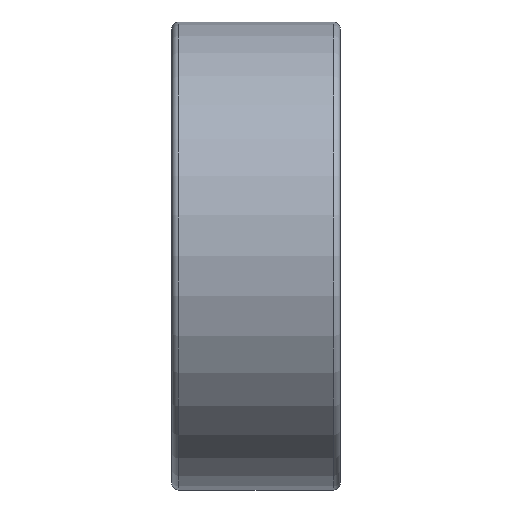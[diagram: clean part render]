
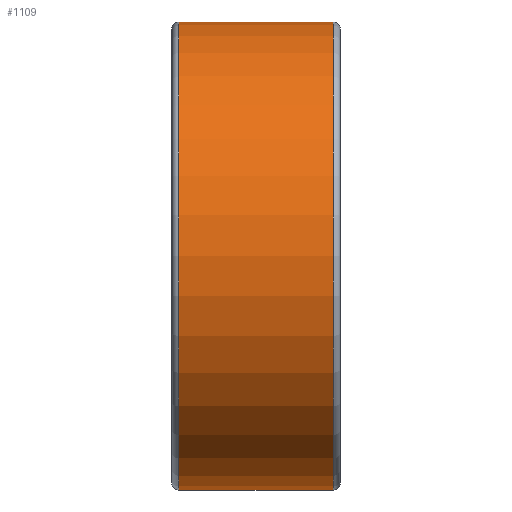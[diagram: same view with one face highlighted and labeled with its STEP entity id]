
A CAD part, top view. The second image highlights one B-rep face of the part: STEP entity #1109.
In plain terms, the highlighted cylindrical face has radius 50 mm (diameter 100 mm), a partial arc.
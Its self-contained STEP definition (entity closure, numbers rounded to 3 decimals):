
#1109=ADVANCED_FACE('',(#2453),#2454,.T.);
#2453=FACE_OUTER_BOUND('',#4029,.T.);
#2454=CYLINDRICAL_SURFACE('',#4030,50.0);
#4029=EDGE_LOOP('',(#7513,#7514,#7515,#7516));
#4030=AXIS2_PLACEMENT_3D('',#7517,#7518,#7519);
#7513=ORIENTED_EDGE('',*,*,#9899,.T.);
#7514=ORIENTED_EDGE('',*,*,#10763,.F.);
#7515=ORIENTED_EDGE('',*,*,#9901,.T.);
#7516=ORIENTED_EDGE('',*,*,#10761,.T.);
#7517=CARTESIAN_POINT('',(0.0,0.0,0.0));
#7518=DIRECTION('',(1.0,0.0,0.0));
#7519=DIRECTION('',(0.0,1.0,0.));
#9899=EDGE_CURVE('',#12086,#12077,#12087,.T.);
#9901=EDGE_CURVE('',#12080,#12088,#12090,.T.);
#10761=EDGE_CURVE('',#12088,#12086,#13324,.T.);
#10763=EDGE_CURVE('',#12080,#12077,#13326,.T.);
#12077=VERTEX_POINT('',#18443);
#12080=VERTEX_POINT('',#18446);
#12086=VERTEX_POINT('',#18452);
#12087=LINE('',#18453,#18454);
#12088=VERTEX_POINT('',#18455);
#12090=LINE('',#18457,#18458);
#13324=CIRCLE('',#20979,50.0);
#13326=CIRCLE('',#20981,50.0);
#18443=CARTESIAN_POINT('',(-16.5,50.0,0.));
#18446=CARTESIAN_POINT('',(-16.5,-50.0,0.));
#18452=CARTESIAN_POINT('',(16.5,50.0,0.));
#18453=CARTESIAN_POINT('',(0.0,50.0,0.));
#18454=VECTOR('',#23300,1.0);
#18455=CARTESIAN_POINT('',(16.5,-50.0,0.));
#18457=CARTESIAN_POINT('',(0.0,-50.0,0.));
#18458=VECTOR('',#23304,1.0);
#20979=AXIS2_PLACEMENT_3D('',#24064,#24065,#24066);
#20981=AXIS2_PLACEMENT_3D('',#24067,#24068,#24069);
#23300=DIRECTION('',(-1.0,0.0,0.0));
#23304=DIRECTION('',(1.0,0.0,0.0));
#24064=CARTESIAN_POINT('',(16.5,0.0,0.0));
#24065=DIRECTION('',(-1.0,0.0,0.0));
#24066=DIRECTION('',(0.0,1.0,0.));
#24067=CARTESIAN_POINT('',(-16.5,0.0,0.0));
#24068=DIRECTION('',(-1.0,0.0,0.0));
#24069=DIRECTION('',(0.0,1.0,0.));
